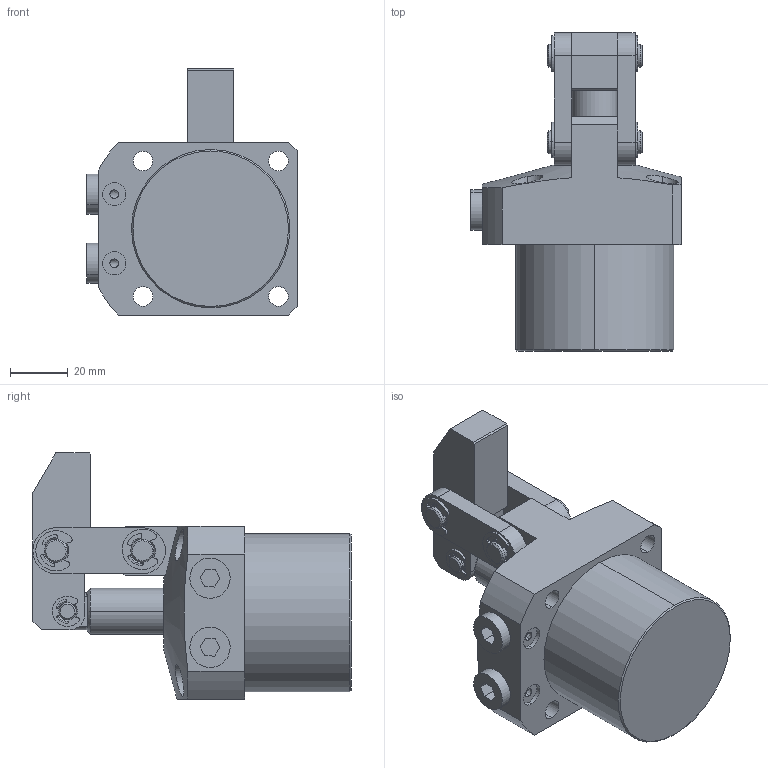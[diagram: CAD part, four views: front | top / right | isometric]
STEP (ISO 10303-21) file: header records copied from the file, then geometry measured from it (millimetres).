
FILE_DESCRIPTION (( 'STEP AP203' ), '1' );
FILE_NAME ('CLKA-055GR油压杠杆缸三维图.STEP', '2019-04-18T00:01:12', ( 'User' ), ( 'china' ), 'SwSTEP 2.0', 'SolidWorks 2018', '' );
FILE_SCHEMA (( 'CONFIG_CONTROL_DESIGN' ));
Length unit declared in the file: millimetre
Products named in the file (10): 开口挡圈8_3_1_1; 40ｳ､ﾏ銈3_1_1; 开口挡圈6_3_1_1; CLKA-40揤旋2_3_1_1; 055GR掛极; CLKA-055活塞杆_4; CLKA-055GR油压杠杆缸三维图; 40蟀裝1_3_1_4; 40傻种1_3_1_1; 囀鞠褒黑芛郔陔1-8_1
Assembly tree (16 placements, depth 2):
  CLKA-055GR油压杠杆缸三维图
    开口挡圈8_3_1_1  x4
    40ｳ､ﾏ銈3_1_1  x2
    开口挡圈6_3_1_1  x2
    CLKA-40揤旋2_3_1_1
    CLKA-055活塞杆_4
    40蟀裝1_3_1_4  x2
    40傻种1_3_1_1
    囀鞠褒黑芛郔陔1-8_1  x2
    055GR掛极
Bounding box: 73 x 110.5 x 85.5 mm (x, y, z)
Volume: 187578.4 mm3; surface area: 52621.4 mm2
Topology: 16 solids, 16 shells, 423 faces, 1054 edges, 689 vertices
Faces by surface type: cylinder 225, plane 139, cone 54, bspline 5
Entity records: 9331 total; most frequent: CARTESIAN_POINT 1900, DIRECTION 1391, ORIENTED_EDGE 1224, EDGE_CURVE 612, AXIS2_PLACEMENT_3D 551, VERTEX_POINT 397, EDGE_LOOP 301, LINE 289
